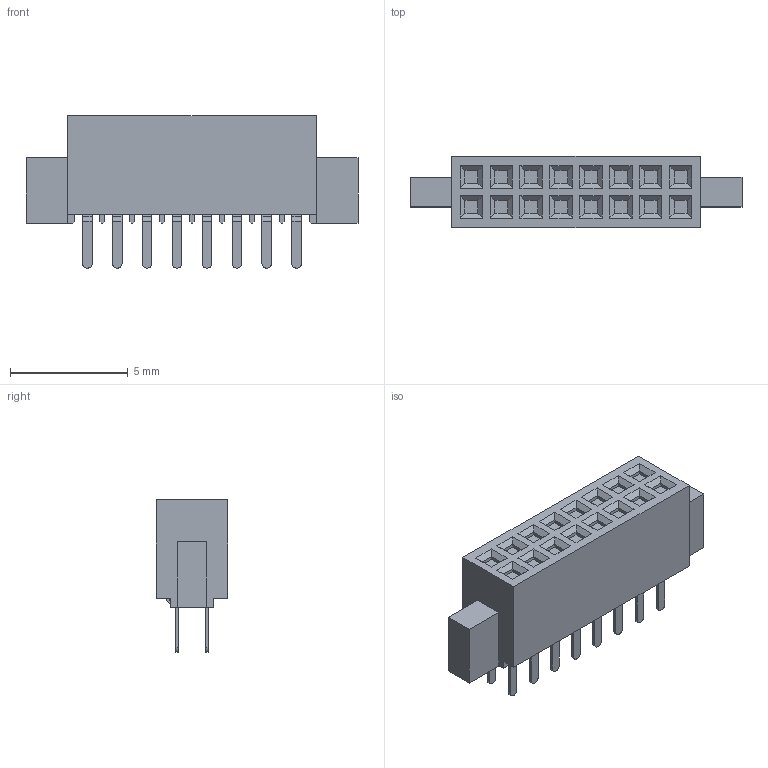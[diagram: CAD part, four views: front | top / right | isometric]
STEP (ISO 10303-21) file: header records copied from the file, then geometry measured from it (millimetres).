
FILE_DESCRIPTION( ('This file contains a STEP AP42 implementation' ,'as created by ZW3D STEP Interface translator.') ,'2;1' );
FILE_NAME( '3601-S012-C21SXXR12.stp' ,'24 417.104738', (''), ('ZWCAD Software Co.'), 'Version 1.0', 'ZW3D to STEP translator', '' );
FILE_SCHEMA(('AUTOMOTIVE_DESIGN { 1 0 10303 214 1 1 1 1 }'));
Length unit declared in the file: millimetre
Products named in the file (2): 0; 3601-S012-C21SXXR12
Bounding box: 14.1 x 3.05 x 6.48 mm (x, y, z)
Volume: 144.4 mm3; surface area: 308 mm2
Topology: 1 solids, 1 shells, 613 faces, 1462 edges, 908 vertices
Faces by surface type: plane 515, cylinder 98
Full cylindrical faces by diameter (mm): 0.5 x2
Entity records: 17930 total; most frequent: CARTESIAN_POINT 3000, ORIENTED_EDGE 2924, DIRECTION 2886, EDGE_CURVE 1462, VECTOR 1258, LINE 1258, VERTEX_POINT 908, AXIS2_PLACEMENT_3D 814
